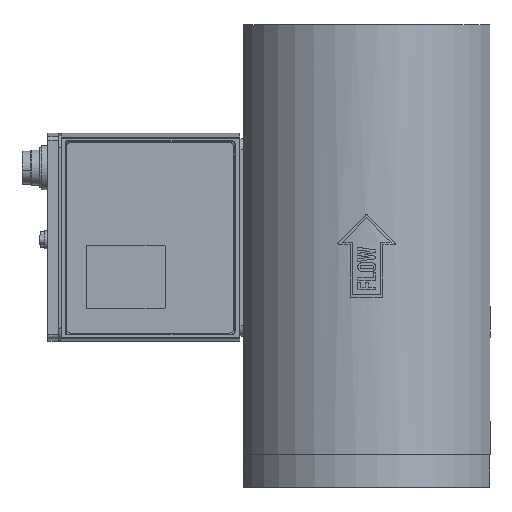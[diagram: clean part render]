
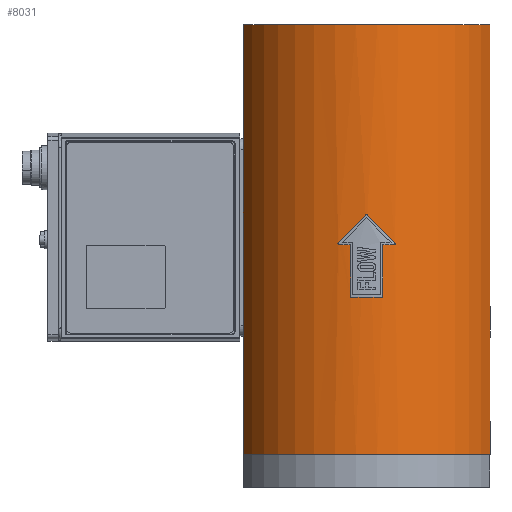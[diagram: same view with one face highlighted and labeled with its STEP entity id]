
A CAD part, left-side view. The second image highlights one B-rep face of the part: STEP entity #8031.
In plain terms, the highlighted cylindrical face has radius 59.75 mm (diameter 119.5 mm), a partial arc.
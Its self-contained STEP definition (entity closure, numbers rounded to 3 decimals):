
#206=B_SPLINE_CURVE_WITH_KNOTS('',3,(#12568,#12569,#12570,#12571,#12572,
#12573,#12574),.UNSPECIFIED.,.F.,.F.,(4,1,1,1,4),(-2.356,-1.683,
-1.346,-0.673,0.),
 .UNSPECIFIED.);
#208=B_SPLINE_CURVE_WITH_KNOTS('',3,(#12599,#12600,#12601,#12602),
 .UNSPECIFIED.,.F.,.F.,(4,4),(-0.21,0.),.UNSPECIFIED.);
#210=B_SPLINE_CURVE_WITH_KNOTS('',3,(#12631,#12632,#12633,#12634,#12635),
 .UNSPECIFIED.,.F.,.F.,(4,1,4),(-1.571,-0.785,0.),
 .UNSPECIFIED.);
#212=B_SPLINE_CURVE_WITH_KNOTS('',3,(#12659,#12660,#12661,#12662),
 .UNSPECIFIED.,.F.,.F.,(4,4),(-0.21,0.),.UNSPECIFIED.);
#214=B_SPLINE_CURVE_WITH_KNOTS('',3,(#12701,#12702,#12703,#12704,#12705,
#12706,#12707),.UNSPECIFIED.,.F.,.F.,(4,1,1,1,4),(-2.356,-1.683,
-1.01,-0.337,0.),.UNSPECIFIED.);
#367=CYLINDRICAL_SURFACE('',#8636,59.75);
#918=FACE_BOUND('',#1638,.T.);
#1153=FACE_OUTER_BOUND('',#1637,.T.);
#1637=EDGE_LOOP('',(#6342,#6343,#6344,#6345));
#1638=EDGE_LOOP('',(#6346,#6347,#6348,#6349,#6350,#6351,#6352,#6353,#6354,
#6355));
#1954=CIRCLE('',#8324,59.75);
#2014=CIRCLE('',#8429,59.75);
#2080=CIRCLE('',#8532,59.75);
#2082=CIRCLE('',#8536,59.75);
#2084=CIRCLE('',#8540,59.75);
#2552=LINE('',#12719,#3068);
#2556=LINE('',#12731,#3072);
#2647=LINE('',#13261,#3163);
#2649=LINE('',#13276,#3165);
#3068=VECTOR('',#9774,10.);
#3072=VECTOR('',#9786,10.);
#3163=VECTOR('',#10049,10.);
#3165=VECTOR('',#10075,10.);
#3449=VERTEX_POINT('',#11490);
#3452=VERTEX_POINT('',#11495);
#3554=VERTEX_POINT('',#11817);
#3555=VERTEX_POINT('',#11819);
#3689=VERTEX_POINT('',#12565);
#3690=VERTEX_POINT('',#12567);
#3692=VERTEX_POINT('',#12597);
#3694=VERTEX_POINT('',#12629);
#3696=VERTEX_POINT('',#12657);
#3698=VERTEX_POINT('',#12699);
#3700=VERTEX_POINT('',#12711);
#3702=VERTEX_POINT('',#12717);
#3704=VERTEX_POINT('',#12723);
#3706=VERTEX_POINT('',#12729);
#4237=EDGE_CURVE('',#3449,#3452,#1954,.T.);
#4370=EDGE_CURVE('',#3554,#3555,#2014,.T.);
#4551=EDGE_CURVE('',#3690,#3689,#206,.T.);
#4555=EDGE_CURVE('',#3689,#3692,#208,.T.);
#4558=EDGE_CURVE('',#3692,#3694,#210,.T.);
#4561=EDGE_CURVE('',#3694,#3696,#212,.T.);
#4564=EDGE_CURVE('',#3696,#3698,#214,.T.);
#4567=EDGE_CURVE('',#3698,#3700,#2080,.T.);
#4570=EDGE_CURVE('',#3700,#3702,#2552,.T.);
#4573=EDGE_CURVE('',#3702,#3704,#2082,.T.);
#4576=EDGE_CURVE('',#3704,#3706,#2556,.T.);
#4578=EDGE_CURVE('',#3706,#3690,#2084,.T.);
#4726=EDGE_CURVE('',#3554,#3449,#2647,.T.);
#4729=EDGE_CURVE('',#3452,#3555,#2649,.T.);
#6342=ORIENTED_EDGE('',*,*,#4729,.T.);
#6343=ORIENTED_EDGE('',*,*,#4370,.F.);
#6344=ORIENTED_EDGE('',*,*,#4726,.T.);
#6345=ORIENTED_EDGE('',*,*,#4237,.T.);
#6346=ORIENTED_EDGE('',*,*,#4578,.T.);
#6347=ORIENTED_EDGE('',*,*,#4551,.T.);
#6348=ORIENTED_EDGE('',*,*,#4555,.T.);
#6349=ORIENTED_EDGE('',*,*,#4558,.T.);
#6350=ORIENTED_EDGE('',*,*,#4561,.T.);
#6351=ORIENTED_EDGE('',*,*,#4564,.T.);
#6352=ORIENTED_EDGE('',*,*,#4567,.T.);
#6353=ORIENTED_EDGE('',*,*,#4570,.T.);
#6354=ORIENTED_EDGE('',*,*,#4573,.T.);
#6355=ORIENTED_EDGE('',*,*,#4576,.T.);
#8031=ADVANCED_FACE('',(#1153,#918),#367,.T.);
#8324=AXIS2_PLACEMENT_3D('',#11497,#9217,#9218);
#8429=AXIS2_PLACEMENT_3D('',#11820,#9479,#9480);
#8532=AXIS2_PLACEMENT_3D('',#12713,#9768,#9769);
#8536=AXIS2_PLACEMENT_3D('',#12725,#9780,#9781);
#8540=AXIS2_PLACEMENT_3D('',#12734,#9791,#9792);
#8636=AXIS2_PLACEMENT_3D('',#13277,#10076,#10077);
#9217=DIRECTION('center_axis',(0.,0.,1.));
#9218=DIRECTION('ref_axis',(1.,0.,0.));
#9479=DIRECTION('center_axis',(0.,0.,1.));
#9480=DIRECTION('ref_axis',(1.,0.,0.));
#9768=DIRECTION('center_axis',(0.,0.,-1.));
#9769=DIRECTION('ref_axis',(0.,1.,0.));
#9774=DIRECTION('',(0.,0.,-1.));
#9780=DIRECTION('center_axis',(0.,0.,-1.));
#9781=DIRECTION('ref_axis',(0.,1.,0.));
#9786=DIRECTION('',(0.,0.,1.));
#9791=DIRECTION('center_axis',(0.,0.,-1.));
#9792=DIRECTION('ref_axis',(0.,1.,0.));
#10049=DIRECTION('',(0.,0.,-1.));
#10075=DIRECTION('',(0.,0.,1.));
#10076=DIRECTION('center_axis',(0.,0.,1.));
#10077=DIRECTION('ref_axis',(0.,1.,0.));
#11490=CARTESIAN_POINT('',(-25.609,54.028,-90.35));
#11495=CARTESIAN_POINT('',(-25.609,-58.472,-90.35));
#11497=CARTESIAN_POINT('Origin',(-5.459,-2.222,-90.35));
#11817=CARTESIAN_POINT('',(-25.609,54.028,105.35));
#11819=CARTESIAN_POINT('',(-25.609,-58.472,105.35));
#11820=CARTESIAN_POINT('Origin',(-5.459,-2.222,105.35));
#12565=CARTESIAN_POINT('',(-63.81,10.634,6.048));
#12567=CARTESIAN_POINT('',(-63.894,10.245,5.088));
#12568=CARTESIAN_POINT('Ctrl Pts',(-63.894,10.245,5.088));
#12569=CARTESIAN_POINT('Ctrl Pts',(-63.868,10.369,5.088));
#12570=CARTESIAN_POINT('Ctrl Pts',(-63.828,10.553,5.154));
#12571=CARTESIAN_POINT('Ctrl Pts',(-63.782,10.761,5.393));
#12572=CARTESIAN_POINT('Ctrl Pts',(-63.765,10.834,5.718));
#12573=CARTESIAN_POINT('Ctrl Pts',(-63.791,10.721,5.959));
#12574=CARTESIAN_POINT('Ctrl Pts',(-63.81,10.634,6.048));
#12597=CARTESIAN_POINT('',(-65.208,-1.828,18.611));
#12599=CARTESIAN_POINT('Ctrl Pts',(-63.81,10.634,6.048));
#12600=CARTESIAN_POINT('Ctrl Pts',(-64.711,6.544,10.236));
#12601=CARTESIAN_POINT('Ctrl Pts',(-65.18,2.36,14.423));
#12602=CARTESIAN_POINT('Ctrl Pts',(-65.208,-1.828,
18.611));
#12629=CARTESIAN_POINT('',(-65.208,-2.623,18.611));
#12631=CARTESIAN_POINT('Ctrl Pts',(-65.208,-1.828,
18.611));
#12632=CARTESIAN_POINT('Ctrl Pts',(-65.209,-1.932,18.715));
#12633=CARTESIAN_POINT('Ctrl Pts',(-65.21,-2.226,
18.836));
#12634=CARTESIAN_POINT('Ctrl Pts',(-65.209,-2.519,18.715));
#12635=CARTESIAN_POINT('Ctrl Pts',(-65.208,-2.623,
18.611));
#12657=CARTESIAN_POINT('',(-63.808,-15.084,6.048));
#12659=CARTESIAN_POINT('Ctrl Pts',(-65.208,-2.623,
18.611));
#12660=CARTESIAN_POINT('Ctrl Pts',(-65.18,-6.811,
14.423));
#12661=CARTESIAN_POINT('Ctrl Pts',(-64.71,-10.995,10.236));
#12662=CARTESIAN_POINT('Ctrl Pts',(-63.808,-15.084,
6.048));
#12699=CARTESIAN_POINT('',(-63.893,-14.695,5.088));
#12701=CARTESIAN_POINT('Ctrl Pts',(-63.808,-15.084,
6.048));
#12702=CARTESIAN_POINT('Ctrl Pts',(-63.789,-15.171,
5.959));
#12703=CARTESIAN_POINT('Ctrl Pts',(-63.764,-15.284,
5.718));
#12704=CARTESIAN_POINT('Ctrl Pts',(-63.783,-15.197,
5.327));
#12705=CARTESIAN_POINT('Ctrl Pts',(-63.84,-14.942,
5.119));
#12706=CARTESIAN_POINT('Ctrl Pts',(-63.88,-14.757,
5.088));
#12707=CARTESIAN_POINT('Ctrl Pts',(-63.893,-14.695,
5.088));
#12711=CARTESIAN_POINT('',(-64.763,-9.512,5.088));
#12713=CARTESIAN_POINT('Origin',(-5.459,-2.222,5.088));
#12717=CARTESIAN_POINT('',(-64.763,-9.512,-18.725));
#12719=CARTESIAN_POINT('',(-64.763,-9.512,7.5));
#12723=CARTESIAN_POINT('',(-64.764,5.062,-18.725));
#12725=CARTESIAN_POINT('Origin',(-5.459,-2.222,-18.725));
#12729=CARTESIAN_POINT('',(-64.764,5.062,5.088));
#12731=CARTESIAN_POINT('',(-64.764,5.062,7.5));
#12734=CARTESIAN_POINT('Origin',(-5.459,-2.222,5.088));
#13261=CARTESIAN_POINT('',(-25.609,54.028,7.5));
#13276=CARTESIAN_POINT('',(-25.609,-58.472,7.5));
#13277=CARTESIAN_POINT('Origin',(-5.459,-2.222,7.5));
